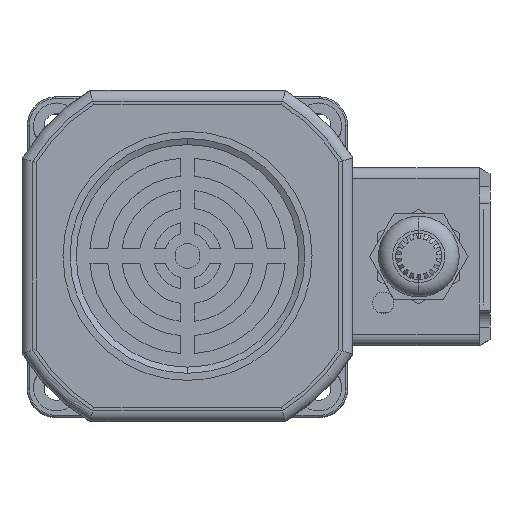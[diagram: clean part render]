
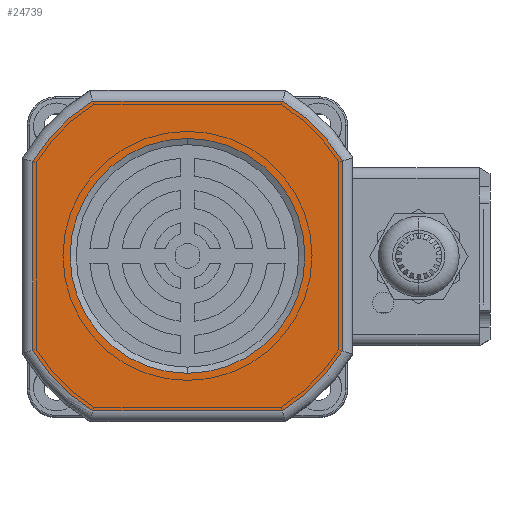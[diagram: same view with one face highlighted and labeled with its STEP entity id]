
A CAD part, top view. The second image highlights one B-rep face of the part: STEP entity #24739.
In plain terms, the highlighted face is planar.
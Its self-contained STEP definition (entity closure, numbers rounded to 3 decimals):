
#314 = EDGE_LOOP ( 'NONE', ( #723, #2634 ) ) ;
#723 = ORIENTED_EDGE ( 'NONE', *, *, #27519, .F. ) ;
#952 = VECTOR ( 'NONE', #29281, 1000. ) ;
#1713 = CARTESIAN_POINT ( 'NONE',  ( -26.572, 0., 43.5 ) ) ;
#1953 = FACE_OUTER_BOUND ( 'NONE', #14523, .T. ) ;
#2634 = ORIENTED_EDGE ( 'NONE', *, *, #19452, .F. ) ;
#3063 = VECTOR ( 'NONE', #6175, 1000. ) ;
#3244 = VERTEX_POINT ( 'NONE', #1713 ) ;
#3263 = CARTESIAN_POINT ( 'NONE',  ( 0., 0., 0. ) ) ;
#3424 = FACE_BOUND ( 'NONE', #314, .T. ) ;
#3546 = CARTESIAN_POINT ( 'NONE',  ( -43.5, 0., 0. ) ) ;
#3586 = CIRCLE ( 'NONE', #7044, 33. ) ;
#4003 = AXIS2_PLACEMENT_3D ( 'NONE', #27872, #13856, #30207 ) ;
#4172 = VERTEX_POINT ( 'NONE', #7022 ) ;
#4550 = CIRCLE ( 'NONE', #26624, 51. ) ;
#4838 = VECTOR ( 'NONE', #5470, 1000. ) ;
#5003 = AXIS2_PLACEMENT_3D ( 'NONE', #11880, #21438, #7394 ) ;
#5470 = DIRECTION ( 'NONE',  ( -1., 0., 0. ) ) ;
#5654 = DIRECTION ( 'NONE',  ( 0., 0., -1. ) ) ;
#6175 = DIRECTION ( 'NONE',  ( 1., 0., 0. ) ) ;
#6385 = CIRCLE ( 'NONE', #28565, 51. ) ;
#7022 = CARTESIAN_POINT ( 'NONE',  ( 26.673, 0., 43.5 ) ) ;
#7044 = AXIS2_PLACEMENT_3D ( 'NONE', #3263, #19709, #5654 ) ;
#7299 = CARTESIAN_POINT ( 'NONE',  ( 0.05, 0., 0. ) ) ;
#7370 = DIRECTION ( 'NONE',  ( 0., -1., 0. ) ) ;
#7394 = DIRECTION ( 'NONE',  ( 0., 0., 1. ) ) ;
#7492 = LINE ( 'NONE', #23943, #8217 ) ;
#7528 = AXIS2_PLACEMENT_3D ( 'NONE', #25724, #11652, #28034 ) ;
#7943 = CARTESIAN_POINT ( 'NONE',  ( 0., 0., 33. ) ) ;
#7951 = LINE ( 'NONE', #3546, #952 ) ;
#8217 = VECTOR ( 'NONE', #9830, 1000. ) ;
#8787 = AXIS2_PLACEMENT_3D ( 'NONE', #7299, #23744, #9635 ) ;
#9519 = CARTESIAN_POINT ( 'NONE',  ( 26.673, 0., -43.5 ) ) ;
#9635 = DIRECTION ( 'NONE',  ( 0., 0., 1. ) ) ;
#9830 = DIRECTION ( 'NONE',  ( 0., 0., 1. ) ) ;
#10486 = CIRCLE ( 'NONE', #7528, 51. ) ;
#11286 = CARTESIAN_POINT ( 'NONE',  ( 43.5, 0., 26.705 ) ) ;
#11368 = ORIENTED_EDGE ( 'NONE', *, *, #24772, .T. ) ;
#11652 = DIRECTION ( 'NONE',  ( 0., -1., 0. ) ) ;
#11880 = CARTESIAN_POINT ( 'NONE',  ( 0.05, 0., 0. ) ) ;
#12373 = ORIENTED_EDGE ( 'NONE', *, *, #26776, .T. ) ;
#13174 = VERTEX_POINT ( 'NONE', #7943 ) ;
#13213 = DIRECTION ( 'NONE',  ( 0., -1., 0. ) ) ;
#13268 = CIRCLE ( 'NONE', #8787, 51. ) ;
#13839 = VERTEX_POINT ( 'NONE', #15395 ) ;
#13856 = DIRECTION ( 'NONE',  ( 0., -1., 0. ) ) ;
#13882 = ORIENTED_EDGE ( 'NONE', *, *, #26338, .T. ) ;
#14523 = EDGE_LOOP ( 'NONE', ( #19074, #15519, #16798, #18220, #11368, #29479, #13882, #12373 ) ) ;
#14607 = VERTEX_POINT ( 'NONE', #30375 ) ;
#14834 = LINE ( 'NONE', #20223, #3063 ) ;
#15395 = CARTESIAN_POINT ( 'NONE',  ( -43.5, 0., 26.54 ) ) ;
#15519 = ORIENTED_EDGE ( 'NONE', *, *, #22863, .T. ) ;
#16593 = LINE ( 'NONE', #21898, #4838 ) ;
#16716 = PLANE ( 'NONE',  #5003 ) ;
#16798 = ORIENTED_EDGE ( 'NONE', *, *, #23669, .T. ) ;
#18220 = ORIENTED_EDGE ( 'NONE', *, *, #24425, .T. ) ;
#19074 = ORIENTED_EDGE ( 'NONE', *, *, #22080, .T. ) ;
#19452 = EDGE_CURVE ( 'NONE', #13174, #22343, #29335, .T. ) ;
#19709 = DIRECTION ( 'NONE',  ( 0., -1., 0. ) ) ;
#20223 = CARTESIAN_POINT ( 'NONE',  ( 0.05, 0., -43.5 ) ) ;
#20945 = CARTESIAN_POINT ( 'NONE',  ( 0., 0., -33. ) ) ;
#21420 = CARTESIAN_POINT ( 'NONE',  ( 0.05, 0., 0. ) ) ;
#21438 = DIRECTION ( 'NONE',  ( 0., 1., 0. ) ) ;
#21898 = CARTESIAN_POINT ( 'NONE',  ( 0.05, 0., 43.5 ) ) ;
#22080 = EDGE_CURVE ( 'NONE', #13839, #30391, #7951, .T. ) ;
#22343 = VERTEX_POINT ( 'NONE', #20945 ) ;
#22863 = EDGE_CURVE ( 'NONE', #30391, #14607, #10486, .T. ) ;
#22879 = CARTESIAN_POINT ( 'NONE',  ( -43.5, 0., -26.54 ) ) ;
#23669 = EDGE_CURVE ( 'NONE', #14607, #28731, #14834, .T. ) ;
#23744 = DIRECTION ( 'NONE',  ( 0., -1., 0. ) ) ;
#23815 = DIRECTION ( 'NONE',  ( 0., 0., 1. ) ) ;
#23943 = CARTESIAN_POINT ( 'NONE',  ( 43.5, 0., 0. ) ) ;
#24425 = EDGE_CURVE ( 'NONE', #28731, #28554, #4550, .T. ) ;
#24739 = ADVANCED_FACE ( 'NONE', ( #1953, #3424 ), #16716, .F. ) ;
#24772 = EDGE_CURVE ( 'NONE', #28554, #26661, #7492, .T. ) ;
#25053 = EDGE_CURVE ( 'NONE', #26661, #4172, #6385, .T. ) ;
#25724 = CARTESIAN_POINT ( 'NONE',  ( 0.05, 0., 0. ) ) ;
#26338 = EDGE_CURVE ( 'NONE', #4172, #3244, #16593, .T. ) ;
#26624 = AXIS2_PLACEMENT_3D ( 'NONE', #21420, #7370, #23815 ) ;
#26661 = VERTEX_POINT ( 'NONE', #11286 ) ;
#26776 = EDGE_CURVE ( 'NONE', #3244, #13839, #13268, .T. ) ;
#27239 = CARTESIAN_POINT ( 'NONE',  ( 0.05, 0., 0. ) ) ;
#27519 = EDGE_CURVE ( 'NONE', #22343, #13174, #3586, .T. ) ;
#27872 = CARTESIAN_POINT ( 'NONE',  ( 0., 0., 0. ) ) ;
#28034 = DIRECTION ( 'NONE',  ( 0., 0., 1. ) ) ;
#28554 = VERTEX_POINT ( 'NONE', #29797 ) ;
#28565 = AXIS2_PLACEMENT_3D ( 'NONE', #27239, #13213, #29564 ) ;
#28731 = VERTEX_POINT ( 'NONE', #9519 ) ;
#29281 = DIRECTION ( 'NONE',  ( 0., 0., -1. ) ) ;
#29335 = CIRCLE ( 'NONE', #4003, 33. ) ;
#29479 = ORIENTED_EDGE ( 'NONE', *, *, #25053, .T. ) ;
#29564 = DIRECTION ( 'NONE',  ( 0., 0., 1. ) ) ;
#29797 = CARTESIAN_POINT ( 'NONE',  ( 43.5, 0., -26.705 ) ) ;
#30207 = DIRECTION ( 'NONE',  ( 0., 0., -1. ) ) ;
#30375 = CARTESIAN_POINT ( 'NONE',  ( -26.572, 0., -43.5 ) ) ;
#30391 = VERTEX_POINT ( 'NONE', #22879 ) ;
